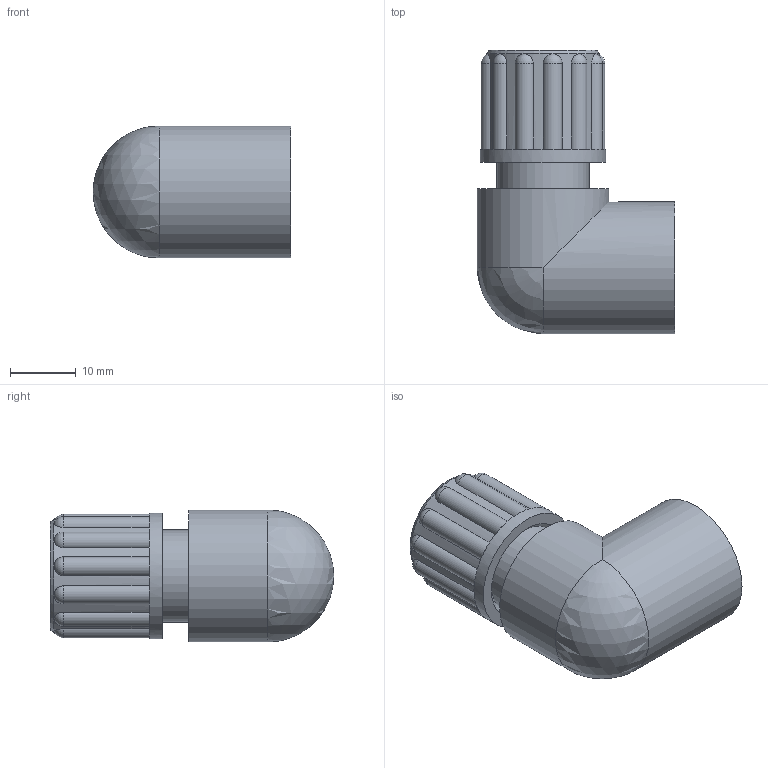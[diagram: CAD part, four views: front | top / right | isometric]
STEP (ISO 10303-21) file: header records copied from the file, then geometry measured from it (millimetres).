
FILE_DESCRIPTION((''),'2;1');
FILE_NAME('1A200FG4314xx.stp','2009-03-11T08:50:38',('aruf'),(''),'Autodesk Inventor 2008','Autodesk Inventor 2008','');
FILE_SCHEMA(('AUTOMOTIVE_DESIGN { 1 0 10303 214 1 1 1 1 }'));
Length unit declared in the file: millimetre
Products named in the file (4): 1A200FG4314xx; t22160; t05518; t05459
Assembly tree (3 placements, depth 2):
  1A200FG4314xx
    t22160
    t05518
    t05459
Bounding box: 30 x 43 x 20 mm (x, y, z)
Volume: 11129.5 mm3; surface area: 7207.2 mm2
Topology: 3 solids, 3 shells, 75 faces, 172 edges, 106 vertices
Faces by surface type: plane 22, cylinder 21, sphere 13, bspline 9, cone 8, torus 2
Full cylindrical faces by diameter (mm): 6.4 x1, 8.6 x1, 12 x1, 14 x2, 17 x1, 19 x1, 20 x2
Entity records: 2678 total; most frequent: CARTESIAN_POINT 1005, DIRECTION 368, ORIENTED_EDGE 272, AXIS2_PLACEMENT_3D 172, EDGE_CURVE 136, EDGE_LOOP 112, VERTEX_POINT 98, CIRCLE 98
